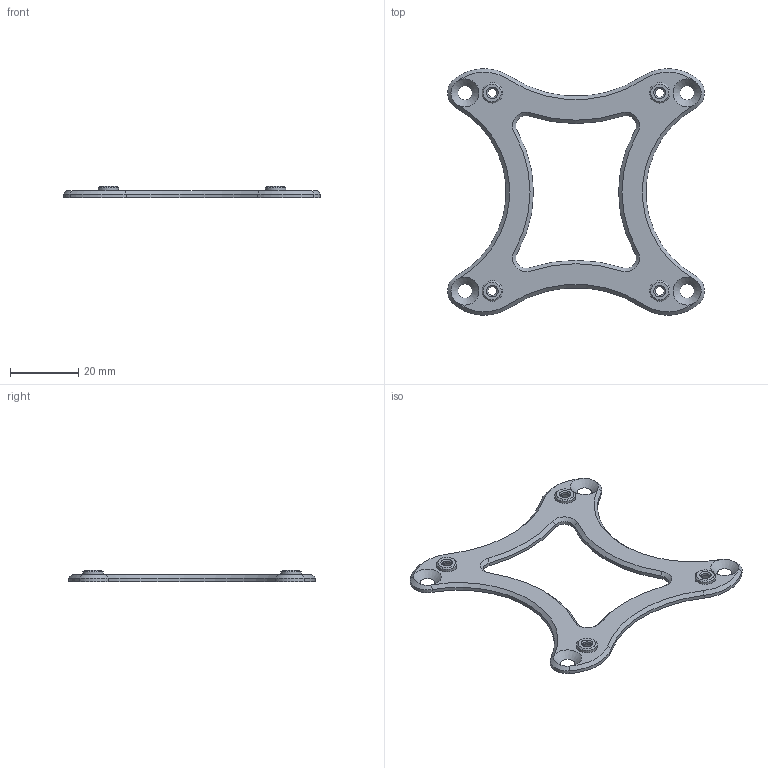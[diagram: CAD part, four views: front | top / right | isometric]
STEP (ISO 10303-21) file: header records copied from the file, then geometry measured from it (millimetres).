
FILE_DESCRIPTION(/* description */ (''),/* implementation_level */ '2;1');
FILE_NAME(/* name */ 'Raspberry Pi Mount_v3.step',/* time_stamp */ '2020-09-23T17:57:50-07:00',/* author */ (''),/* organization */ (''),/* preprocessor_version */ 'ST-DEVELOPER v18.1',/* originating_system */ 'Autodesk Translation Framework v9.3.0.1241',/* authorisation */ '');
FILE_SCHEMA (('AUTOMOTIVE_DESIGN { 1 0 10303 214 3 1 1 }'));
Length unit declared in the file: millimetre
Products named in the file (1): Raspberry Pi Mount
Bounding box: 75.17 x 72.09 x 3.25 mm (x, y, z)
Volume: 4168.9 mm3; surface area: 5493.4 mm2
Topology: 1 solids, 1 shells, 114 faces, 276 edges, 164 vertices
Faces by surface type: plane 54, cone 32, cylinder 28
Full cylindrical faces by diameter (mm): 2.6 x4, 6 x4
Entity records: 3369 total; most frequent: DIRECTION 626, CARTESIAN_POINT 555, ORIENTED_EDGE 552, EDGE_CURVE 276, AXIS2_PLACEMENT_3D 235, VERTEX_POINT 164, LINE 156, VECTOR 156
